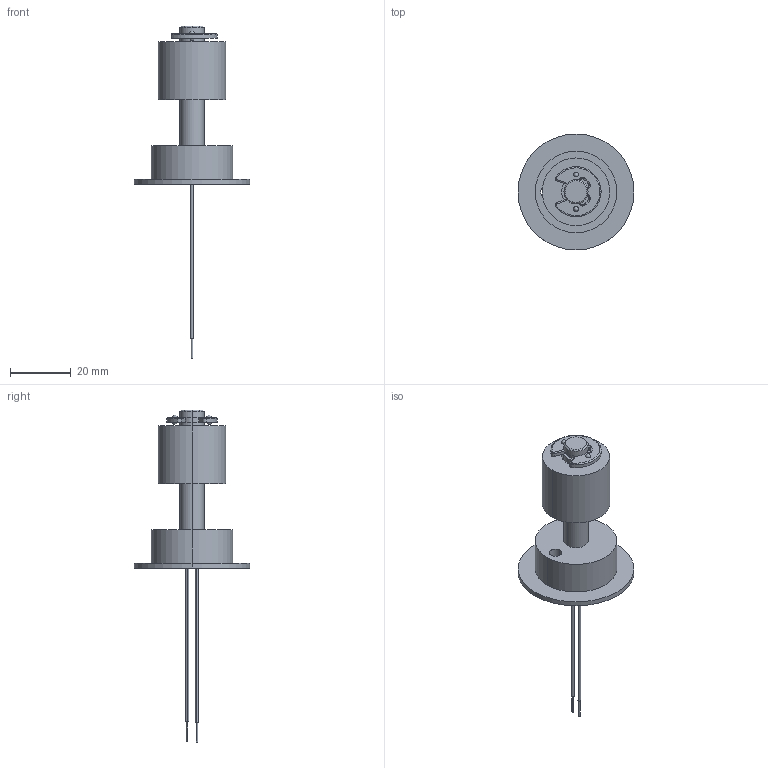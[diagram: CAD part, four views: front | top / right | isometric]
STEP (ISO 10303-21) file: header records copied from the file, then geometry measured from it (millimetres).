
FILE_DESCRIPTION (( 'STEP AP214' ), '1' );
FILE_NAME ('ADM8000-C nc fxt.STEP', '2022-03-23T15:12:43', ( '' ), ( '' ), 'SwSTEP 2.0', 'SolidWorks 2021', '' );
FILE_SCHEMA (( 'AUTOMOTIVE_DESIGN' ));
Length unit declared in the file: inch
Products named in the file (1): ADM8000-C nc fxt
Bounding box: 38.1 x 38.1 x 109.16 mm (x, y, z)
Volume: 11781.2 mm3; surface area: 10806.9 mm2
Topology: 7 solids, 7 shells, 148 faces, 341 edges, 212 vertices
Faces by surface type: cylinder 67, bspline 32, plane 31, cone 15, torus 3
Entity records: 4978 total; most frequent: CARTESIAN_POINT 1563, DIRECTION 742, ORIENTED_EDGE 662, EDGE_CURVE 331, AXIS2_PLACEMENT_3D 321, VERTEX_POINT 212, CIRCLE 204, EDGE_LOOP 169
